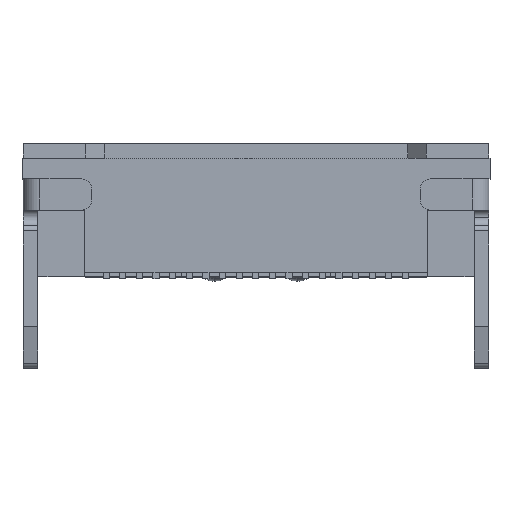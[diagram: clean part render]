
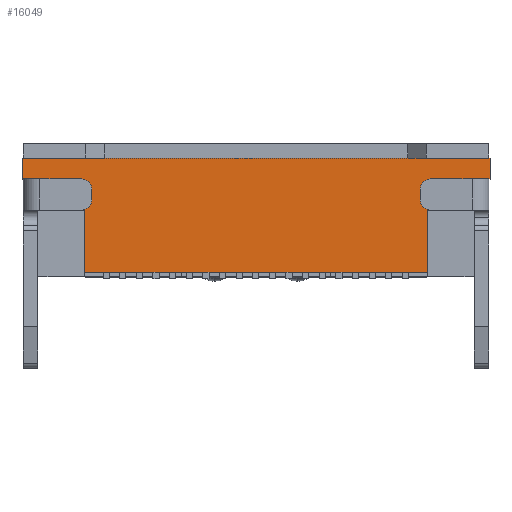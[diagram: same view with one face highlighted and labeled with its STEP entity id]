
A CAD part, top view. The second image highlights one B-rep face of the part: STEP entity #16049.
In plain terms, the highlighted planar face has unit normal (0, 0, 1).
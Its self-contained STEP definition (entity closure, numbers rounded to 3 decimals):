
#177 = CARTESIAN_POINT ( 'NONE',  ( -5.63, 0.75, 3.04 ) ) ;
#243 = ORIENTED_EDGE ( 'NONE', *, *, #19870, .T. ) ;
#251 = CARTESIAN_POINT ( 'NONE',  ( 5.25, 0.34, 3.04 ) ) ;
#681 = ORIENTED_EDGE ( 'NONE', *, *, #18714, .T. ) ;
#937 = VERTEX_POINT ( 'NONE', #17508 ) ;
#1144 = CARTESIAN_POINT ( 'NONE',  ( 5.63, 1.25, 3.04 ) ) ;
#1344 = VECTOR ( 'NONE', #6712, 1000. ) ;
#1425 = VECTOR ( 'NONE', #4084, 1000. ) ;
#1579 = EDGE_CURVE ( 'NONE', #8810, #7557, #19855, .T. ) ;
#1735 = VERTEX_POINT ( 'NONE', #15952 ) ;
#1924 = ORIENTED_EDGE ( 'NONE', *, *, #16655, .F. ) ;
#2051 = VERTEX_POINT ( 'NONE', #15267 ) ;
#2467 = EDGE_CURVE ( 'NONE', #3776, #1735, #10859, .T. ) ;
#2702 = LINE ( 'NONE', #6591, #14547 ) ;
#2993 = EDGE_CURVE ( 'NONE', #7557, #937, #15538, .T. ) ;
#3375 = VERTEX_POINT ( 'NONE', #4274 ) ;
#3770 = CARTESIAN_POINT ( 'NONE',  ( -4.12, 0.34, 3.04 ) ) ;
#3776 = VERTEX_POINT ( 'NONE', #3770 ) ;
#3849 = DIRECTION ( 'NONE',  ( 0., 0., 1. ) ) ;
#3893 = LINE ( 'NONE', #17805, #4864 ) ;
#3933 = VECTOR ( 'NONE', #16928, 1000. ) ;
#4026 = DIRECTION ( 'NONE',  ( 1., 0., 0. ) ) ;
#4031 = ORIENTED_EDGE ( 'NONE', *, *, #12713, .T. ) ;
#4084 = DIRECTION ( 'NONE',  ( 1., 0., 0. ) ) ;
#4274 = CARTESIAN_POINT ( 'NONE',  ( 4.12, -1.5, 3.04 ) ) ;
#4487 = VERTEX_POINT ( 'NONE', #177 ) ;
#4744 = CIRCLE ( 'NONE', #14116, 0.35 ) ;
#4864 = VECTOR ( 'NONE', #19410, 1000. ) ;
#5000 = CARTESIAN_POINT ( 'NONE',  ( 5.25, 0.012, 3.04 ) ) ;
#5272 = EDGE_CURVE ( 'NONE', #15800, #4487, #12966, .T. ) ;
#5352 = ORIENTED_EDGE ( 'NONE', *, *, #5943, .T. ) ;
#5610 = ORIENTED_EDGE ( 'NONE', *, *, #2467, .F. ) ;
#5943 = EDGE_CURVE ( 'NONE', #16976, #13361, #11693, .T. ) ;
#6081 = VECTOR ( 'NONE', #19224, 1000. ) ;
#6335 = VERTEX_POINT ( 'NONE', #1144 ) ;
#6591 = CARTESIAN_POINT ( 'NONE',  ( 5.63, 1.25, 3.04 ) ) ;
#6712 = DIRECTION ( 'NONE',  ( 0., -1., 0. ) ) ;
#6927 = CARTESIAN_POINT ( 'NONE',  ( -5.63, 1.25, 3.04 ) ) ;
#7119 = CARTESIAN_POINT ( 'NONE',  ( -4.9, 0.012, 3.04 ) ) ;
#7162 = DIRECTION ( 'NONE',  ( 0., -1., 0. ) ) ;
#7396 = LINE ( 'NONE', #15223, #3933 ) ;
#7557 = VERTEX_POINT ( 'NONE', #12048 ) ;
#7679 = EDGE_CURVE ( 'NONE', #3776, #2051, #11324, .T. ) ;
#7731 = VECTOR ( 'NONE', #8480, 1000. ) ;
#7754 = EDGE_CURVE ( 'NONE', #2051, #3375, #19504, .T. ) ;
#8366 = EDGE_CURVE ( 'NONE', #13099, #1735, #11025, .T. ) ;
#8397 = FACE_OUTER_BOUND ( 'NONE', #9638, .T. ) ;
#8480 = DIRECTION ( 'NONE',  ( 1., 0., 0. ) ) ;
#8499 = LINE ( 'NONE', #14275, #18910 ) ;
#8810 = VERTEX_POINT ( 'NONE', #19254 ) ;
#8824 = CARTESIAN_POINT ( 'NONE',  ( 4.12, 0.34, 3.04 ) ) ;
#9196 = CARTESIAN_POINT ( 'NONE',  ( -5.25, 0.75, 3.04 ) ) ;
#9638 = EDGE_LOOP ( 'NONE', ( #243, #1924, #5352, #15324, #12040, #12378, #4031, #681, #13739, #19772, #16875, #5610, #20067, #13127 ) ) ;
#9701 = DIRECTION ( 'NONE',  ( 0., 1., 0. ) ) ;
#9946 = VECTOR ( 'NONE', #12763, 1000. ) ;
#10237 = DIRECTION ( 'NONE',  ( -1., 0., 0. ) ) ;
#10567 = DIRECTION ( 'NONE',  ( 0., 1., 0. ) ) ;
#10639 = CARTESIAN_POINT ( 'NONE',  ( 5.25, 0.75, 3.04 ) ) ;
#10859 = LINE ( 'NONE', #11844, #13313 ) ;
#11025 = LINE ( 'NONE', #13522, #13010 ) ;
#11196 = EDGE_CURVE ( 'NONE', #13361, #8810, #4744, .T. ) ;
#11324 = LINE ( 'NONE', #18407, #18259 ) ;
#11600 = DIRECTION ( 'NONE',  ( -1., 0., 0. ) ) ;
#11693 = LINE ( 'NONE', #5000, #9946 ) ;
#11695 = CARTESIAN_POINT ( 'NONE',  ( -5.63, 1.25, 3.04 ) ) ;
#11844 = CARTESIAN_POINT ( 'NONE',  ( -4.9, 0.34, 3.04 ) ) ;
#12040 = ORIENTED_EDGE ( 'NONE', *, *, #1579, .T. ) ;
#12048 = CARTESIAN_POINT ( 'NONE',  ( 5.25, 0.75, 3.04 ) ) ;
#12102 = PLANE ( 'NONE',  #12473 ) ;
#12172 = DIRECTION ( 'NONE',  ( 0., 0., 1. ) ) ;
#12378 = ORIENTED_EDGE ( 'NONE', *, *, #2993, .T. ) ;
#12448 = LINE ( 'NONE', #17818, #7731 ) ;
#12473 = AXIS2_PLACEMENT_3D ( 'NONE', #7119, #12172, #4026 ) ;
#12713 = EDGE_CURVE ( 'NONE', #937, #6335, #2702, .T. ) ;
#12763 = DIRECTION ( 'NONE',  ( 0., -1., 0. ) ) ;
#12966 = LINE ( 'NONE', #6927, #1344 ) ;
#13010 = VECTOR ( 'NONE', #7162, 1000. ) ;
#13099 = VERTEX_POINT ( 'NONE', #9196 ) ;
#13127 = ORIENTED_EDGE ( 'NONE', *, *, #7754, .T. ) ;
#13313 = VECTOR ( 'NONE', #10237, 1000. ) ;
#13361 = VERTEX_POINT ( 'NONE', #16824 ) ;
#13522 = CARTESIAN_POINT ( 'NONE',  ( -5.25, 0.75, 3.04 ) ) ;
#13739 = ORIENTED_EDGE ( 'NONE', *, *, #5272, .T. ) ;
#14116 = AXIS2_PLACEMENT_3D ( 'NONE', #14849, #3849, #11600 ) ;
#14275 = CARTESIAN_POINT ( 'NONE',  ( 4.12, 0.012, 3.04 ) ) ;
#14547 = VECTOR ( 'NONE', #19403, 1000. ) ;
#14768 = EDGE_CURVE ( 'NONE', #4487, #13099, #12448, .T. ) ;
#14849 = CARTESIAN_POINT ( 'NONE',  ( 4.9, 0.012, 3.04 ) ) ;
#15223 = CARTESIAN_POINT ( 'NONE',  ( -4.9, 0.34, 3.04 ) ) ;
#15267 = CARTESIAN_POINT ( 'NONE',  ( -4.12, -1.5, 3.04 ) ) ;
#15324 = ORIENTED_EDGE ( 'NONE', *, *, #11196, .T. ) ;
#15538 = LINE ( 'NONE', #17410, #6081 ) ;
#15634 = VECTOR ( 'NONE', #10567, 1000. ) ;
#15800 = VERTEX_POINT ( 'NONE', #11695 ) ;
#15952 = CARTESIAN_POINT ( 'NONE',  ( -5.25, 0.34, 3.04 ) ) ;
#16049 = ADVANCED_FACE ( 'NONE', ( #8397 ), #12102, .T. ) ;
#16542 = VERTEX_POINT ( 'NONE', #8824 ) ;
#16655 = EDGE_CURVE ( 'NONE', #16976, #16542, #7396, .T. ) ;
#16824 = CARTESIAN_POINT ( 'NONE',  ( 5.25, 0.002, 3.04 ) ) ;
#16875 = ORIENTED_EDGE ( 'NONE', *, *, #8366, .T. ) ;
#16928 = DIRECTION ( 'NONE',  ( -1., 0., 0. ) ) ;
#16976 = VERTEX_POINT ( 'NONE', #251 ) ;
#17410 = CARTESIAN_POINT ( 'NONE',  ( 5.63, 0.75, 3.04 ) ) ;
#17508 = CARTESIAN_POINT ( 'NONE',  ( 5.63, 0.75, 3.04 ) ) ;
#17805 = CARTESIAN_POINT ( 'NONE',  ( -5.25, 1.25, 3.04 ) ) ;
#17818 = CARTESIAN_POINT ( 'NONE',  ( -5.63, 0.75, 3.04 ) ) ;
#18252 = CARTESIAN_POINT ( 'NONE',  ( -4.12, -1.5, 3.04 ) ) ;
#18259 = VECTOR ( 'NONE', #20035, 1000. ) ;
#18407 = CARTESIAN_POINT ( 'NONE',  ( -4.12, 0.012, 3.04 ) ) ;
#18714 = EDGE_CURVE ( 'NONE', #6335, #15800, #3893, .T. ) ;
#18910 = VECTOR ( 'NONE', #9701, 1000. ) ;
#19224 = DIRECTION ( 'NONE',  ( 1., 0., 0. ) ) ;
#19254 = CARTESIAN_POINT ( 'NONE',  ( 5.25, 0.012, 3.04 ) ) ;
#19403 = DIRECTION ( 'NONE',  ( 0., 1., 0. ) ) ;
#19410 = DIRECTION ( 'NONE',  ( -1., 0., 0. ) ) ;
#19504 = LINE ( 'NONE', #18252, #1425 ) ;
#19772 = ORIENTED_EDGE ( 'NONE', *, *, #14768, .T. ) ;
#19855 = LINE ( 'NONE', #10639, #15634 ) ;
#19870 = EDGE_CURVE ( 'NONE', #3375, #16542, #8499, .T. ) ;
#20035 = DIRECTION ( 'NONE',  ( 0., -1., 0. ) ) ;
#20067 = ORIENTED_EDGE ( 'NONE', *, *, #7679, .T. ) ;
